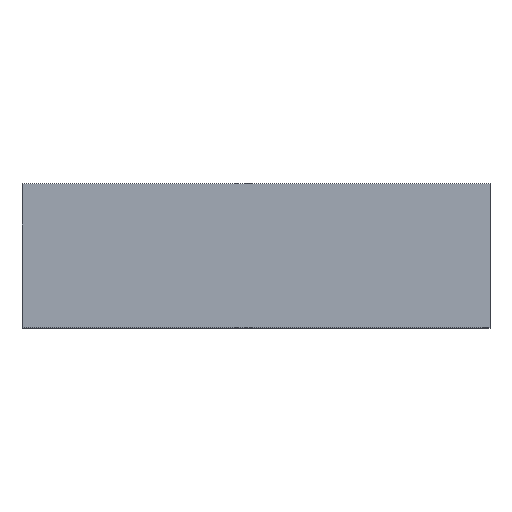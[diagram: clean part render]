
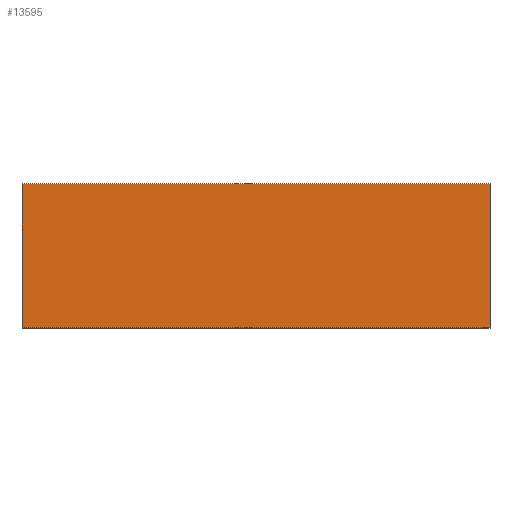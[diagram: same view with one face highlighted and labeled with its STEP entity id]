
A CAD part, top view. The second image highlights one B-rep face of the part: STEP entity #13595.
In plain terms, the highlighted planar face has unit normal (0, 0, 1).
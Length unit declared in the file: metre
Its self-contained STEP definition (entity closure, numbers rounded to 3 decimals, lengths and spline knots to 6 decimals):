
#1169=LINE('',#21449,#2248);
#1173=LINE('',#21457,#2252);
#1176=LINE('',#21463,#2255);
#1177=LINE('',#21464,#2256);
#2248=VECTOR('',#15893,1.);
#2252=VECTOR('',#15901,1.);
#2255=VECTOR('',#15906,1.);
#2256=VECTOR('',#15907,1.);
#2841=PLANE('',#14122);
#4711=ORIENTED_EDGE('',*,*,#6713,.T.);
#4712=ORIENTED_EDGE('',*,*,#6706,.F.);
#4713=ORIENTED_EDGE('',*,*,#6714,.F.);
#4714=ORIENTED_EDGE('',*,*,#6710,.T.);
#6706=EDGE_CURVE('',#7694,#7691,#1169,.T.);
#6710=EDGE_CURVE('',#7697,#7696,#1173,.T.);
#6713=EDGE_CURVE('',#7696,#7691,#1176,.T.);
#6714=EDGE_CURVE('',#7697,#7694,#1177,.T.);
#7691=VERTEX_POINT('',#21443);
#7694=VERTEX_POINT('',#21448);
#7696=VERTEX_POINT('',#21456);
#7697=VERTEX_POINT('',#21458);
#8414=EDGE_LOOP('',(#4711,#4712,#4713,#4714));
#9081=FACE_BOUND('',#8414,.T.);
#13595=ADVANCED_FACE('',(#9081),#2841,.F.);
#14122=AXIS2_PLACEMENT_3D('',#21462,#15904,#15905);
#15893=DIRECTION('',(0.,1.,0.));
#15901=DIRECTION('',(0.,1.,0.));
#15904=DIRECTION('',(0.,0.,-1.));
#15905=DIRECTION('',(-1.,0.,0.));
#15906=DIRECTION('',(-1.,0.,0.));
#15907=DIRECTION('',(-1.,0.,0.));
#21443=CARTESIAN_POINT('',(-0.0065,0.002,-0.007827));
#21448=CARTESIAN_POINT('',(-0.0065,-0.002,-0.007827));
#21449=CARTESIAN_POINT('',(-0.0065,-0.002,-0.007827));
#21456=CARTESIAN_POINT('',(0.0065,0.002,-0.007827));
#21457=CARTESIAN_POINT('',(0.0065,-0.002,-0.007827));
#21458=CARTESIAN_POINT('',(0.0065,-0.002,-0.007827));
#21462=CARTESIAN_POINT('',(0.0065,-0.002,-0.007827));
#21463=CARTESIAN_POINT('',(0.0065,0.002,-0.007827));
#21464=CARTESIAN_POINT('',(0.0065,-0.002,-0.007827));
